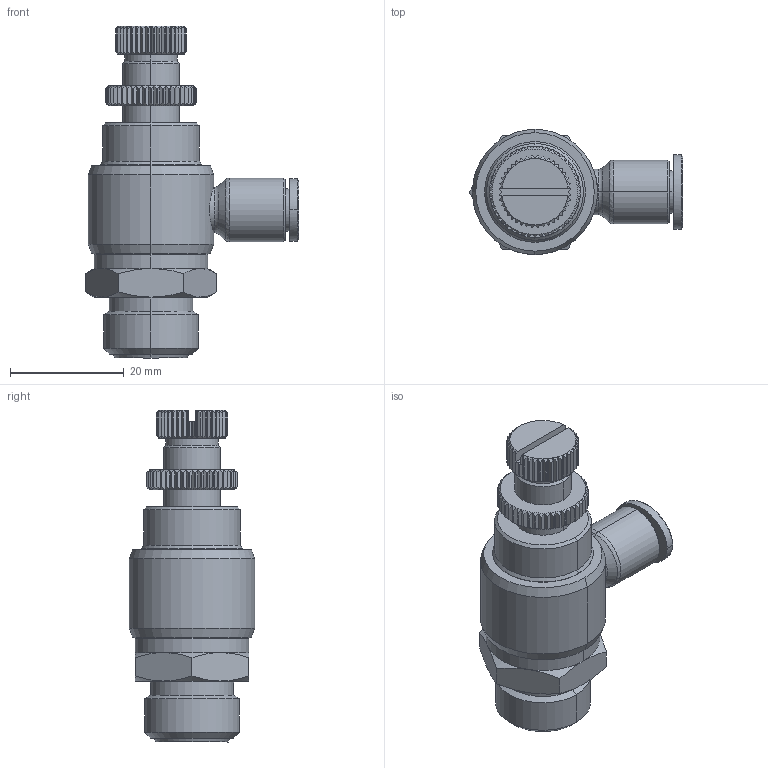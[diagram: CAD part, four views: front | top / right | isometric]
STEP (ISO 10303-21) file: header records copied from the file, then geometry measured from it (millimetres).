
FILE_DESCRIPTION (( 'STEP AP214' ), '1' );
FILE_NAME ('NSE06-G03_OUT.STEP', '2015-10-27T15:59:11', ( '' ), ( '' ), 'SwSTEP 2.0', 'SolidWorks 2015', '' );
FILE_SCHEMA (( 'AUTOMOTIVE_DESIGN' ));
Length unit declared in the file: millimetre
Products named in the file (2): ｦ+ﾃｦ1_1; NSE06-G03_OUT
Assembly tree (1 placements, depth 2):
  NSE06-G03_OUT
    ｦ+ﾃｦ1_1
Bounding box: 37.5 x 22 x 58.3 mm (x, y, z)
Volume: 14850.9 mm3; surface area: 5774.4 mm2
Topology: 1 solids, 1 shells, 712 faces, 1818 edges, 1132 vertices
Faces by surface type: plane 362, cylinder 175, cone 137, bspline 36, torus 2
Entity records: 24650 total; most frequent: CARTESIAN_POINT 7894, ORIENTED_EDGE 3636, DIRECTION 3024, EDGE_CURVE 1818, VERTEX_POINT 1132, AXIS2_PLACEMENT_3D 1072, VECTOR 880, LINE 880
